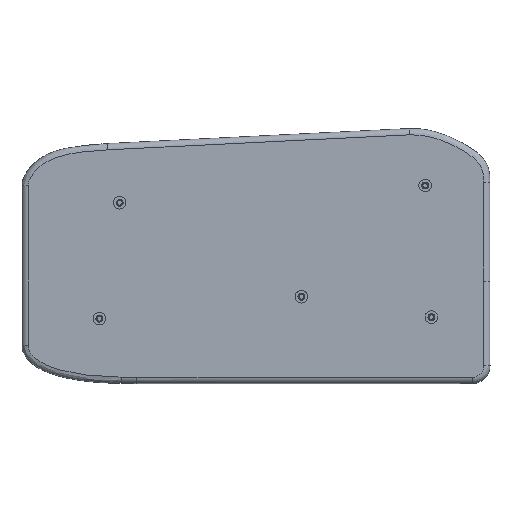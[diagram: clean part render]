
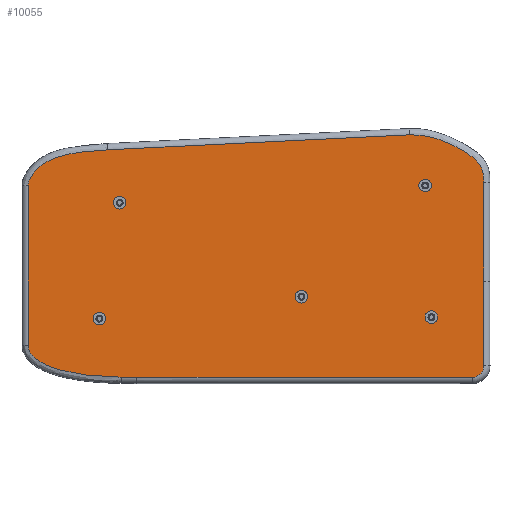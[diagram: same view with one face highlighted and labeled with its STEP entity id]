
A CAD part, front view. The second image highlights one B-rep face of the part: STEP entity #10055.
In plain terms, the highlighted planar face has unit normal (0, -1, 0).
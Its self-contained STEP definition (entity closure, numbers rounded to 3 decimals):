
#96=FACE_BOUND('',#1618,.T.);
#97=FACE_BOUND('',#1619,.T.);
#98=FACE_BOUND('',#1620,.T.);
#99=FACE_BOUND('',#1621,.T.);
#100=FACE_BOUND('',#1622,.T.);
#459=PLANE('',#10652);
#984=FACE_OUTER_BOUND('',#1617,.T.);
#1617=EDGE_LOOP('',(#8410,#8411,#8412,#8413,#8414,#8415,#8416,#8417,#8418,
#8419));
#1618=EDGE_LOOP('',(#8420));
#1619=EDGE_LOOP('',(#8421));
#1620=EDGE_LOOP('',(#8422));
#1621=EDGE_LOOP('',(#8423));
#1622=EDGE_LOOP('',(#8424));
#2135=B_SPLINE_CURVE_WITH_KNOTS('',3,(#26582,#26583,#26584,#26585,#26586,
#26587,#26588,#26589,#26590,#26591,#26592,#26593,#26594,#26595,#26596,#26597,
#26598),.UNSPECIFIED.,.F.,.F.,(4,2,1,2,1,2,1,1,2,1,4),(0.,0.979,
1.778,1.795,2.028,2.34,2.429,
2.553,2.714,2.726,3.084),
 .UNSPECIFIED.);
#2136=B_SPLINE_CURVE_WITH_KNOTS('',3,(#26602,#26603,#26604,#26605,#26606,
#26607,#26608,#26609,#26610,#26611,#26612,#26613,#26614,#26615,#26616,#26617),
 .UNSPECIFIED.,.F.,.F.,(4,2,1,1,2,2,1,2,1,4),(0.,0.016,0.11,
0.205,0.347,0.871,1.21,1.662,
2.419,2.987),.UNSPECIFIED.);
#2137=B_SPLINE_CURVE_WITH_KNOTS('',3,(#26621,#26622,#26623,#26624,#26625,
#26626,#26627,#26628,#26629,#26630,#26631,#26632,#26633,#26634,#26635),
 .UNSPECIFIED.,.F.,.F.,(4,2,1,2,1,1,2,1,1,4),(0.,0.676,1.454,
2.038,2.422,2.679,2.935,3.155,
3.21,3.32),.UNSPECIFIED.);
#2584=LINE('',#26574,#3455);
#2585=LINE('',#26578,#3456);
#2586=LINE('',#26580,#3457);
#2587=LINE('',#26600,#3458);
#2588=LINE('',#26619,#3459);
#2589=LINE('',#26636,#3460);
#3455=VECTOR('',#12089,10.);
#3456=VECTOR('',#12092,10.);
#3457=VECTOR('',#12093,10.);
#3458=VECTOR('',#12094,10.);
#3459=VECTOR('',#12095,10.);
#3460=VECTOR('',#12096,10.);
#4087=CIRCLE('',#10653,3.7);
#4088=CIRCLE('',#10654,2.);
#4089=CIRCLE('',#10655,2.);
#4090=CIRCLE('',#10656,2.);
#4091=CIRCLE('',#10657,2.);
#4092=CIRCLE('',#10658,2.);
#4747=VERTEX_POINT('',#26572);
#4748=VERTEX_POINT('',#26573);
#4749=VERTEX_POINT('',#26575);
#4750=VERTEX_POINT('',#26577);
#4751=VERTEX_POINT('',#26579);
#4752=VERTEX_POINT('',#26581);
#4753=VERTEX_POINT('',#26599);
#4754=VERTEX_POINT('',#26601);
#4755=VERTEX_POINT('',#26618);
#4756=VERTEX_POINT('',#26620);
#4757=VERTEX_POINT('',#26637);
#4758=VERTEX_POINT('',#26639);
#4759=VERTEX_POINT('',#26641);
#4760=VERTEX_POINT('',#26643);
#4761=VERTEX_POINT('',#26645);
#6026=EDGE_CURVE('',#4747,#4748,#2584,.T.);
#6027=EDGE_CURVE('',#4749,#4747,#4087,.T.);
#6028=EDGE_CURVE('',#4750,#4749,#2585,.T.);
#6029=EDGE_CURVE('',#4751,#4750,#2586,.T.);
#6030=EDGE_CURVE('',#4752,#4751,#2135,.T.);
#6031=EDGE_CURVE('',#4753,#4752,#2587,.T.);
#6032=EDGE_CURVE('',#4754,#4753,#2136,.T.);
#6033=EDGE_CURVE('',#4755,#4754,#2588,.T.);
#6034=EDGE_CURVE('',#4756,#4755,#2137,.T.);
#6035=EDGE_CURVE('',#4748,#4756,#2589,.T.);
#6036=EDGE_CURVE('',#4757,#4757,#4088,.T.);
#6037=EDGE_CURVE('',#4758,#4758,#4089,.T.);
#6038=EDGE_CURVE('',#4759,#4759,#4090,.T.);
#6039=EDGE_CURVE('',#4760,#4760,#4091,.T.);
#6040=EDGE_CURVE('',#4761,#4761,#4092,.T.);
#8410=ORIENTED_EDGE('',*,*,#6026,.F.);
#8411=ORIENTED_EDGE('',*,*,#6027,.F.);
#8412=ORIENTED_EDGE('',*,*,#6028,.F.);
#8413=ORIENTED_EDGE('',*,*,#6029,.F.);
#8414=ORIENTED_EDGE('',*,*,#6030,.F.);
#8415=ORIENTED_EDGE('',*,*,#6031,.F.);
#8416=ORIENTED_EDGE('',*,*,#6032,.F.);
#8417=ORIENTED_EDGE('',*,*,#6033,.F.);
#8418=ORIENTED_EDGE('',*,*,#6034,.F.);
#8419=ORIENTED_EDGE('',*,*,#6035,.F.);
#8420=ORIENTED_EDGE('',*,*,#6036,.T.);
#8421=ORIENTED_EDGE('',*,*,#6037,.T.);
#8422=ORIENTED_EDGE('',*,*,#6038,.T.);
#8423=ORIENTED_EDGE('',*,*,#6039,.T.);
#8424=ORIENTED_EDGE('',*,*,#6040,.T.);
#10055=ADVANCED_FACE('',(#984,#96,#97,#98,#99,#100),#459,.T.);
#10652=AXIS2_PLACEMENT_3D('',#26571,#12087,#12088);
#10653=AXIS2_PLACEMENT_3D('',#26576,#12090,#12091);
#10654=AXIS2_PLACEMENT_3D('',#26638,#12097,#12098);
#10655=AXIS2_PLACEMENT_3D('',#26640,#12099,#12100);
#10656=AXIS2_PLACEMENT_3D('',#26642,#12101,#12102);
#10657=AXIS2_PLACEMENT_3D('',#26644,#12103,#12104);
#10658=AXIS2_PLACEMENT_3D('',#26646,#12105,#12106);
#12087=DIRECTION('center_axis',(0.,-1.,0.));
#12088=DIRECTION('ref_axis',(1.,0.,0.));
#12089=DIRECTION('',(-1.,0.,0.));
#12090=DIRECTION('center_axis',(0.,1.,0.));
#12091=DIRECTION('ref_axis',(0.707,0.,-0.707));
#12092=DIRECTION('',(0.,0.,-1.));
#12093=DIRECTION('',(0.,0.,-1.));
#12094=DIRECTION('',(0.999,0.,0.05));
#12095=DIRECTION('',(0.,0.,1.));
#12096=DIRECTION('',(-1.,0.,0.005));
#12097=DIRECTION('center_axis',(0.,1.,0.));
#12098=DIRECTION('ref_axis',(1.,0.,0.));
#12099=DIRECTION('center_axis',(0.,1.,0.));
#12100=DIRECTION('ref_axis',(1.,0.,0.));
#12101=DIRECTION('center_axis',(0.,1.,0.));
#12102=DIRECTION('ref_axis',(1.,0.,0.));
#12103=DIRECTION('center_axis',(0.,1.,0.));
#12104=DIRECTION('ref_axis',(1.,0.,0.));
#12105=DIRECTION('center_axis',(0.,1.,0.));
#12106=DIRECTION('ref_axis',(1.,0.,0.));
#26571=CARTESIAN_POINT('Origin',(80.41,-8.6,43.483));
#26572=CARTESIAN_POINT('',(149.41,-8.6,4.696));
#26573=CARTESIAN_POINT('',(42.411,-8.6,4.696));
#26574=CARTESIAN_POINT('',(61.408,-8.6,4.696));
#26575=CARTESIAN_POINT('',(153.11,-8.6,8.397));
#26576=CARTESIAN_POINT('Origin',(149.41,-8.6,8.396));
#26577=CARTESIAN_POINT('',(153.11,-8.6,35.396));
#26578=CARTESIAN_POINT('',(153.11,-8.6,25.94));
#26579=CARTESIAN_POINT('',(153.11,-8.6,66.897));
#26580=CARTESIAN_POINT('',(153.11,-8.6,39.44));
#26581=CARTESIAN_POINT('',(129.425,-8.6,82.096));
#26582=CARTESIAN_POINT('Ctrl Pts',(129.425,-8.6,82.096));
#26583=CARTESIAN_POINT('Ctrl Pts',(132.685,-8.6,82.259));
#26584=CARTESIAN_POINT('Ctrl Pts',(136.008,-8.6,81.599));
#26585=CARTESIAN_POINT('Ctrl Pts',(141.61,-8.6,79.634));
#26586=CARTESIAN_POINT('Ctrl Pts',(144.089,-8.6,78.466));
#26587=CARTESIAN_POINT('Ctrl Pts',(146.434,-8.6,77.081));
#26588=CARTESIAN_POINT('Ctrl Pts',(147.154,-8.6,76.654));
#26589=CARTESIAN_POINT('Ctrl Pts',(148.691,-8.6,75.688));
#26590=CARTESIAN_POINT('Ctrl Pts',(150.134,-8.6,74.555));
#26591=CARTESIAN_POINT('Ctrl Pts',(151.065,-8.6,73.597));
#26592=CARTESIAN_POINT('Ctrl Pts',(151.538,-8.6,73.056));
#26593=CARTESIAN_POINT('Ctrl Pts',(152.234,-8.6,72.002));
#26594=CARTESIAN_POINT('Ctrl Pts',(152.582,-8.6,71.113));
#26595=CARTESIAN_POINT('Ctrl Pts',(152.731,-8.6,70.558));
#26596=CARTESIAN_POINT('Ctrl Pts',(153.042,-8.6,69.363));
#26597=CARTESIAN_POINT('Ctrl Pts',(153.11,-8.6,68.092));
#26598=CARTESIAN_POINT('Ctrl Pts',(153.11,-8.6,66.897));
#26599=CARTESIAN_POINT('',(33.124,-8.6,77.296));
#26600=CARTESIAN_POINT('',(104.018,-8.6,80.83));
#26601=CARTESIAN_POINT('',(7.71,-8.6,65.896));
#26602=CARTESIAN_POINT('Ctrl Pts',(7.71,-8.6,65.896));
#26603=CARTESIAN_POINT('Ctrl Pts',(7.71,-8.6,65.949));
#26604=CARTESIAN_POINT('Ctrl Pts',(7.711,-8.6,66.001));
#26605=CARTESIAN_POINT('Ctrl Pts',(7.728,-8.6,66.37));
#26606=CARTESIAN_POINT('Ctrl Pts',(7.838,-8.6,66.999));
#26607=CARTESIAN_POINT('Ctrl Pts',(8.234,-8.6,68.036));
#26608=CARTESIAN_POINT('Ctrl Pts',(8.634,-8.6,68.722));
#26609=CARTESIAN_POINT('Ctrl Pts',(9.866,-8.6,70.574));
#26610=CARTESIAN_POINT('Ctrl Pts',(11.142,-8.6,71.814));
#26611=CARTESIAN_POINT('Ctrl Pts',(13.527,-8.6,73.466));
#26612=CARTESIAN_POINT('Ctrl Pts',(15.895,-8.6,74.718));
#26613=CARTESIAN_POINT('Ctrl Pts',(18.418,-8.6,75.452));
#26614=CARTESIAN_POINT('Ctrl Pts',(22.342,-8.6,76.341));
#26615=CARTESIAN_POINT('Ctrl Pts',(26.766,-8.6,76.904));
#26616=CARTESIAN_POINT('Ctrl Pts',(31.233,-8.6,77.202));
#26617=CARTESIAN_POINT('Ctrl Pts',(33.124,-8.6,77.296));
#26618=CARTESIAN_POINT('',(7.71,-8.6,14.897));
#26619=CARTESIAN_POINT('',(7.71,-8.6,54.69));
#26620=CARTESIAN_POINT('',(37.326,-8.6,4.723));
#26621=CARTESIAN_POINT('Ctrl Pts',(37.326,-8.6,4.723));
#26622=CARTESIAN_POINT('Ctrl Pts',(35.074,-8.6,4.736));
#26623=CARTESIAN_POINT('Ctrl Pts',(32.811,-8.6,4.822));
#26624=CARTESIAN_POINT('Ctrl Pts',(27.958,-8.6,5.18));
#26625=CARTESIAN_POINT('Ctrl Pts',(23.424,-8.6,5.695));
#26626=CARTESIAN_POINT('Ctrl Pts',(18.991,-8.6,6.665));
#26627=CARTESIAN_POINT('Ctrl Pts',(15.884,-8.6,7.6));
#26628=CARTESIAN_POINT('Ctrl Pts',(13.854,-8.6,8.336));
#26629=CARTESIAN_POINT('Ctrl Pts',(11.215,-8.6,9.748));
#26630=CARTESIAN_POINT('Ctrl Pts',(9.849,-8.6,10.827));
#26631=CARTESIAN_POINT('Ctrl Pts',(8.771,-8.6,11.994));
#26632=CARTESIAN_POINT('Ctrl Pts',(8.229,-8.6,12.762));
#26633=CARTESIAN_POINT('Ctrl Pts',(7.794,-8.6,13.975));
#26634=CARTESIAN_POINT('Ctrl Pts',(7.71,-8.6,14.53));
#26635=CARTESIAN_POINT('Ctrl Pts',(7.71,-8.6,14.897));
#26636=CARTESIAN_POINT('',(58.762,-8.6,4.607));
#26637=CARTESIAN_POINT('',(92.91,-8.6,30.395));
#26638=CARTESIAN_POINT('Origin',(94.91,-8.6,30.395));
#26639=CARTESIAN_POINT('',(28.411,-8.6,23.395));
#26640=CARTESIAN_POINT('Origin',(30.411,-8.6,23.395));
#26641=CARTESIAN_POINT('',(134.41,-8.6,23.895));
#26642=CARTESIAN_POINT('Origin',(136.41,-8.6,23.895));
#26643=CARTESIAN_POINT('',(34.909,-8.6,60.395));
#26644=CARTESIAN_POINT('Origin',(36.909,-8.6,60.395));
#26645=CARTESIAN_POINT('',(132.411,-8.6,65.895));
#26646=CARTESIAN_POINT('Origin',(134.411,-8.6,65.895));
